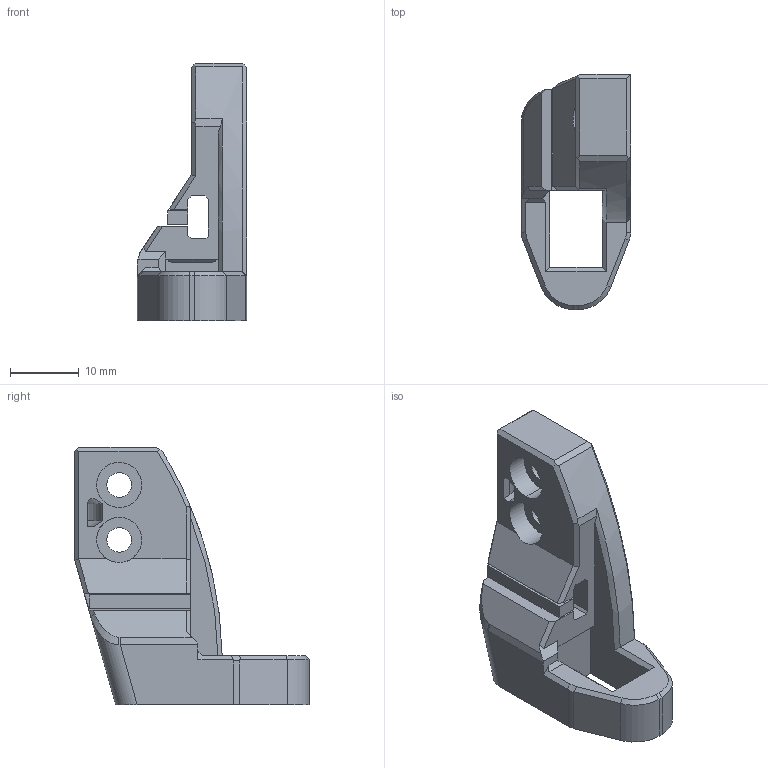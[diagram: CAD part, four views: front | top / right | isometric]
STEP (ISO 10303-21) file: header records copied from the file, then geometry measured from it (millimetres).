
FILE_DESCRIPTION(/* description */ (''),/* implementation_level */ '2;1');
FILE_NAME(/* name */ 'EVA2.4_V5.step',/* time_stamp */ '2022-01-01T07:53:27-08:00',/* author */ (''),/* organization */ (''),/* preprocessor_version */ 'ST-DEVELOPER v18.1',/* originating_system */ 'Autodesk Translation Framework v10.10.0.1391',/* authorisation */ '');
FILE_SCHEMA (('AUTOMOTIVE_DESIGN { 1 0 10303 214 3 1 1 }'));
Length unit declared in the file: millimetre
Products named in the file (1): _EVA2.cd424c06-46ff-4912-9ef9-36abd5154936
Bounding box: 15.88 x 34.2 x 37.52 mm (x, y, z)
Volume: 6287.1 mm3; surface area: 3779.1 mm2
Topology: 2 solids, 2 shells, 143 faces, 393 edges, 256 vertices
Faces by surface type: plane 109, cylinder 22, cone 9, bspline 3
Full cylindrical faces by diameter (mm): 2 x2, 3.58 x2
Entity records: 4590 total; most frequent: CARTESIAN_POINT 900, ORIENTED_EDGE 786, DIRECTION 714, EDGE_CURVE 393, LINE 314, VECTOR 314, VERTEX_POINT 256, AXIS2_PLACEMENT_3D 200
